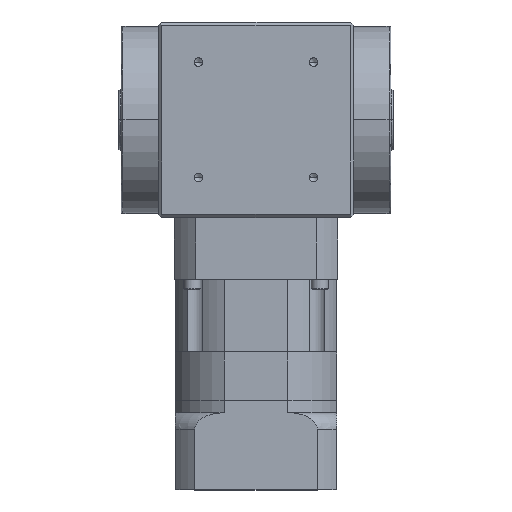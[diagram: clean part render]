
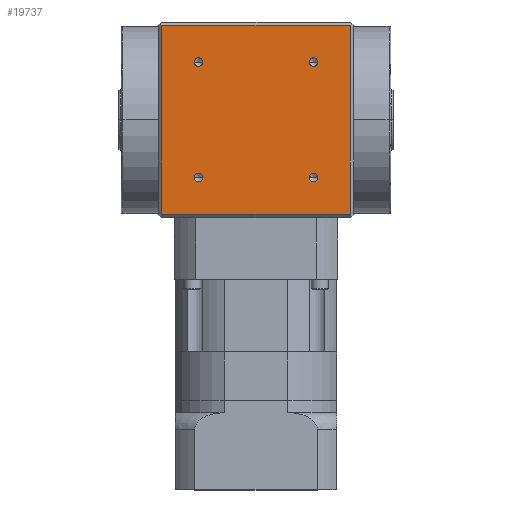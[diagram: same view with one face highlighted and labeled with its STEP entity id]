
A CAD part, top view. The second image highlights one B-rep face of the part: STEP entity #19737.
In plain terms, the highlighted planar face has unit normal (0, 0, 1).
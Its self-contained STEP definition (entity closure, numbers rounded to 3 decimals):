
#225 = CARTESIAN_POINT ( 'NONE',  ( -33.588, 159.512, 57. ) ) ;
#349 = CARTESIAN_POINT ( 'NONE',  ( -54.844, 138.1, 57. ) ) ;
#487 = CARTESIAN_POINT ( 'NONE',  ( 33.588, 162.012, 57. ) ) ;
#638 = AXIS2_PLACEMENT_3D ( 'NONE', #14035, #4791, #15614 ) ;
#676 = LINE ( 'NONE', #17240, #16658 ) ;
#945 = CARTESIAN_POINT ( 'NONE',  ( 33.588, 224.188, 57. ) ) ;
#951 = CARTESIAN_POINT ( 'NONE',  ( -60., 250.1, 57. ) ) ;
#983 = CIRCLE ( 'NONE', #7190, 2.5 ) ;
#1272 = AXIS2_PLACEMENT_3D ( 'NONE', #4306, #15109, #5825 ) ;
#1513 = EDGE_CURVE ( 'NONE', #8906, #19829, #6991, .T. ) ;
#1591 = CIRCLE ( 'NONE', #16908, 2.5 ) ;
#1692 = CARTESIAN_POINT ( 'NONE',  ( -60., 138.1, 57. ) ) ;
#1714 = EDGE_LOOP ( 'NONE', ( #7802, #5076 ) ) ;
#1797 = DIRECTION ( 'NONE',  ( 0., -1., 0. ) ) ;
#1798 = CARTESIAN_POINT ( 'NONE',  ( 33.588, 157.012, 57. ) ) ;
#1896 = DIRECTION ( 'NONE',  ( 0., 0., 1. ) ) ;
#2057 = ORIENTED_EDGE ( 'NONE', *, *, #9921, .F. ) ;
#2231 = CARTESIAN_POINT ( 'NONE',  ( -33.588, 226.688, 57. ) ) ;
#2278 = LINE ( 'NONE', #1692, #19216 ) ;
#2492 = VERTEX_POINT ( 'NONE', #487 ) ;
#2496 = DIRECTION ( 'NONE',  ( 0., 1., 0. ) ) ;
#2841 = VERTEX_POINT ( 'NONE', #17944 ) ;
#2978 = FACE_BOUND ( 'NONE', #9965, .T. ) ;
#3794 = DIRECTION ( 'NONE',  ( 0., -1., 0. ) ) ;
#3895 = VECTOR ( 'NONE', #18637, 1000. ) ;
#4070 = EDGE_CURVE ( 'NONE', #2492, #4694, #983, .T. ) ;
#4103 = EDGE_CURVE ( 'NONE', #4638, #2841, #16468, .T. ) ;
#4306 = CARTESIAN_POINT ( 'NONE',  ( 33.588, 226.688, 57. ) ) ;
#4490 = ORIENTED_EDGE ( 'NONE', *, *, #16592, .F. ) ;
#4526 = ORIENTED_EDGE ( 'NONE', *, *, #4103, .F. ) ;
#4638 = VERTEX_POINT ( 'NONE', #17821 ) ;
#4694 = VERTEX_POINT ( 'NONE', #1798 ) ;
#4791 = DIRECTION ( 'NONE',  ( 0., 0., 1. ) ) ;
#4797 = CARTESIAN_POINT ( 'NONE',  ( 54.844, 138.1, 57. ) ) ;
#5076 = ORIENTED_EDGE ( 'NONE', *, *, #12664, .F. ) ;
#5258 = EDGE_CURVE ( 'NONE', #11671, #14368, #7661, .T. ) ;
#5526 = CIRCLE ( 'NONE', #14703, 2.5 ) ;
#5602 = ORIENTED_EDGE ( 'NONE', *, *, #20046, .F. ) ;
#5627 = EDGE_LOOP ( 'NONE', ( #9784, #4490, #7626, #2057 ) ) ;
#5825 = DIRECTION ( 'NONE',  ( 0., -1., 0. ) ) ;
#5916 = DIRECTION ( 'NONE',  ( 0., -1., 0. ) ) ;
#6396 = EDGE_CURVE ( 'NONE', #2841, #4638, #1591, .T. ) ;
#6451 = ORIENTED_EDGE ( 'NONE', *, *, #6396, .F. ) ;
#6753 = DIRECTION ( 'NONE',  ( 0., 0., 1. ) ) ;
#6991 = LINE ( 'NONE', #7887, #7466 ) ;
#7061 = FACE_BOUND ( 'NONE', #13064, .T. ) ;
#7190 = AXIS2_PLACEMENT_3D ( 'NONE', #10336, #9998, #5916 ) ;
#7344 = VERTEX_POINT ( 'NONE', #16534 ) ;
#7376 = AXIS2_PLACEMENT_3D ( 'NONE', #15298, #14539, #15510 ) ;
#7466 = VECTOR ( 'NONE', #7814, 1000. ) ;
#7626 = ORIENTED_EDGE ( 'NONE', *, *, #1513, .F. ) ;
#7634 = DIRECTION ( 'NONE',  ( 0., 0., 1. ) ) ;
#7661 = CIRCLE ( 'NONE', #7376, 2.5 ) ;
#7802 = ORIENTED_EDGE ( 'NONE', *, *, #14201, .F. ) ;
#7814 = DIRECTION ( 'NONE',  ( 0., 1., 0. ) ) ;
#7821 = AXIS2_PLACEMENT_3D ( 'NONE', #2231, #13036, #3794 ) ;
#7887 = CARTESIAN_POINT ( 'NONE',  ( -54.844, 0., 57. ) ) ;
#8230 = AXIS2_PLACEMENT_3D ( 'NONE', #225, #6753, #11858 ) ;
#8242 = CARTESIAN_POINT ( 'NONE',  ( -33.588, 224.188, 57. ) ) ;
#8542 = PLANE ( 'NONE',  #13811 ) ;
#8906 = VERTEX_POINT ( 'NONE', #349 ) ;
#9178 = CARTESIAN_POINT ( 'NONE',  ( 54.844, 248.1, 57. ) ) ;
#9440 = ORIENTED_EDGE ( 'NONE', *, *, #5258, .F. ) ;
#9784 = ORIENTED_EDGE ( 'NONE', *, *, #18155, .F. ) ;
#9921 = EDGE_CURVE ( 'NONE', #12589, #8906, #2278, .T. ) ;
#9965 = EDGE_LOOP ( 'NONE', ( #5602, #14427 ) ) ;
#9998 = DIRECTION ( 'NONE',  ( 0., 0., 1. ) ) ;
#10218 = EDGE_LOOP ( 'NONE', ( #9440, #15576 ) ) ;
#10336 = CARTESIAN_POINT ( 'NONE',  ( 33.588, 159.512, 57. ) ) ;
#10412 = VERTEX_POINT ( 'NONE', #9178 ) ;
#11110 = CARTESIAN_POINT ( 'NONE',  ( 33.588, 226.688, 57. ) ) ;
#11164 = FACE_BOUND ( 'NONE', #1714, .T. ) ;
#11632 = CIRCLE ( 'NONE', #638, 2.5 ) ;
#11671 = VERTEX_POINT ( 'NONE', #8242 ) ;
#11737 = DIRECTION ( 'NONE',  ( 0., 0., -1. ) ) ;
#11858 = DIRECTION ( 'NONE',  ( 0., -1., 0. ) ) ;
#11925 = CARTESIAN_POINT ( 'NONE',  ( -54.844, 248.1, 57. ) ) ;
#12258 = EDGE_CURVE ( 'NONE', #14368, #11671, #17451, .T. ) ;
#12456 = CARTESIAN_POINT ( 'NONE',  ( -60., 248.1, 57. ) ) ;
#12489 = DIRECTION ( 'NONE',  ( -1., 0., 0. ) ) ;
#12589 = VERTEX_POINT ( 'NONE', #4797 ) ;
#12664 = EDGE_CURVE ( 'NONE', #7344, #17515, #5526, .T. ) ;
#12689 = DIRECTION ( 'NONE',  ( 0., -1., 0. ) ) ;
#13036 = DIRECTION ( 'NONE',  ( 0., 0., 1. ) ) ;
#13064 = EDGE_LOOP ( 'NONE', ( #4526, #6451 ) ) ;
#13811 = AXIS2_PLACEMENT_3D ( 'NONE', #951, #11737, #2496 ) ;
#14035 = CARTESIAN_POINT ( 'NONE',  ( 33.588, 159.512, 57. ) ) ;
#14201 = EDGE_CURVE ( 'NONE', #17515, #7344, #16355, .T. ) ;
#14368 = VERTEX_POINT ( 'NONE', #18576 ) ;
#14427 = ORIENTED_EDGE ( 'NONE', *, *, #4070, .F. ) ;
#14539 = DIRECTION ( 'NONE',  ( 0., 0., 1. ) ) ;
#14703 = AXIS2_PLACEMENT_3D ( 'NONE', #11110, #1896, #12689 ) ;
#15109 = DIRECTION ( 'NONE',  ( 0., 0., 1. ) ) ;
#15298 = CARTESIAN_POINT ( 'NONE',  ( -33.588, 226.688, 57. ) ) ;
#15510 = DIRECTION ( 'NONE',  ( 0., -1., 0. ) ) ;
#15576 = ORIENTED_EDGE ( 'NONE', *, *, #12258, .F. ) ;
#15614 = DIRECTION ( 'NONE',  ( 0., -1., 0. ) ) ;
#16242 = LINE ( 'NONE', #12456, #3895 ) ;
#16355 = CIRCLE ( 'NONE', #1272, 2.5 ) ;
#16468 = CIRCLE ( 'NONE', #8230, 2.5 ) ;
#16534 = CARTESIAN_POINT ( 'NONE',  ( 33.588, 229.188, 57. ) ) ;
#16592 = EDGE_CURVE ( 'NONE', #19829, #10412, #16242, .T. ) ;
#16658 = VECTOR ( 'NONE', #1797, 1000. ) ;
#16908 = AXIS2_PLACEMENT_3D ( 'NONE', #16950, #7634, #18490 ) ;
#16950 = CARTESIAN_POINT ( 'NONE',  ( -33.588, 159.512, 57. ) ) ;
#17240 = CARTESIAN_POINT ( 'NONE',  ( 54.844, 0., 57. ) ) ;
#17451 = CIRCLE ( 'NONE', #7821, 2.5 ) ;
#17515 = VERTEX_POINT ( 'NONE', #945 ) ;
#17821 = CARTESIAN_POINT ( 'NONE',  ( -33.588, 157.012, 57. ) ) ;
#17944 = CARTESIAN_POINT ( 'NONE',  ( -33.588, 162.012, 57. ) ) ;
#18155 = EDGE_CURVE ( 'NONE', #10412, #12589, #676, .T. ) ;
#18490 = DIRECTION ( 'NONE',  ( 0., -1., 0. ) ) ;
#18576 = CARTESIAN_POINT ( 'NONE',  ( -33.588, 229.188, 57. ) ) ;
#18637 = DIRECTION ( 'NONE',  ( 1., 0., 0. ) ) ;
#18958 = FACE_OUTER_BOUND ( 'NONE', #5627, .T. ) ;
#19216 = VECTOR ( 'NONE', #12489, 1000. ) ;
#19737 = ADVANCED_FACE ( 'NONE', ( #19928, #11164, #2978, #7061, #18958 ), #8542, .F. ) ;
#19829 = VERTEX_POINT ( 'NONE', #11925 ) ;
#19928 = FACE_BOUND ( 'NONE', #10218, .T. ) ;
#20046 = EDGE_CURVE ( 'NONE', #4694, #2492, #11632, .T. ) ;
